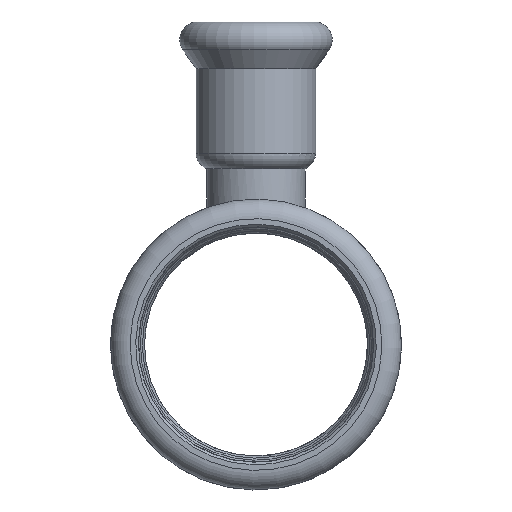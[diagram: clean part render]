
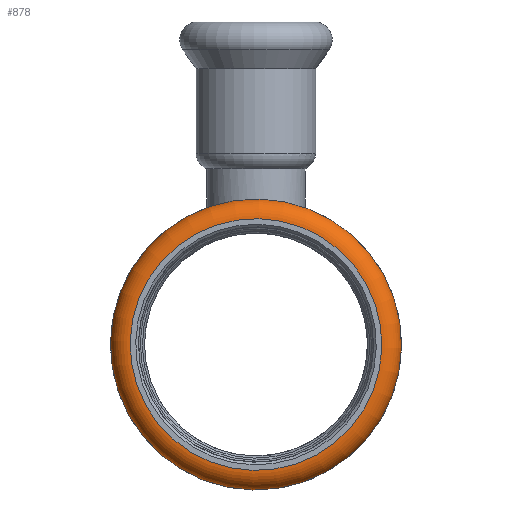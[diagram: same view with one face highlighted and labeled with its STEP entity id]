
A CAD part, left-side view. The second image highlights one B-rep face of the part: STEP entity #878.
In plain terms, the highlighted toroidal (fillet/blend) face has major radius 19.2 mm and minor radius 3 mm.
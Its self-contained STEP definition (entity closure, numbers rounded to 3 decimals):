
#55=TOROIDAL_SURFACE('',#1020,19.2,3.);
#173=FACE_OUTER_BOUND('',#237,.T.);
#237=EDGE_LOOP('',(#688,#689,#690,#691));
#322=CIRCLE('',#1019,21.657);
#323=CIRCLE('',#1021,19.2);
#324=CIRCLE('',#1022,3.);
#395=VERTEX_POINT('',#1978);
#396=VERTEX_POINT('',#1982);
#495=EDGE_CURVE('',#395,#395,#322,.T.);
#497=EDGE_CURVE('',#396,#396,#323,.T.);
#498=EDGE_CURVE('',#396,#395,#324,.T.);
#688=ORIENTED_EDGE('',*,*,#497,.F.);
#689=ORIENTED_EDGE('',*,*,#498,.T.);
#690=ORIENTED_EDGE('',*,*,#495,.T.);
#691=ORIENTED_EDGE('',*,*,#498,.F.);
#878=ADVANCED_FACE('',(#173),#55,.T.);
#1019=AXIS2_PLACEMENT_3D('',#1979,#1269,#1270);
#1020=AXIS2_PLACEMENT_3D('',#1981,#1272,#1273);
#1021=AXIS2_PLACEMENT_3D('',#1983,#1274,#1275);
#1022=AXIS2_PLACEMENT_3D('',#1984,#1276,#1277);
#1269=DIRECTION('center_axis',(-1.,0.,0.));
#1270=DIRECTION('ref_axis',(0.,0.,1.));
#1272=DIRECTION('center_axis',(-1.,0.,0.));
#1273=DIRECTION('ref_axis',(0.,0.479,0.878));
#1274=DIRECTION('center_axis',(-1.,0.,0.));
#1275=DIRECTION('ref_axis',(0.,0.,1.));
#1276=DIRECTION('center_axis',(0.,-0.878,0.479));
#1277=DIRECTION('ref_axis',(0.,-0.479,-0.878));
#1978=CARTESIAN_POINT('',(-44.779,-10.383,-19.006));
#1979=CARTESIAN_POINT('Origin',(-44.779,0.,0.));
#1981=CARTESIAN_POINT('Origin',(-46.5,0.,0.));
#1982=CARTESIAN_POINT('',(-49.5,-9.205,-16.85));
#1983=CARTESIAN_POINT('Origin',(-49.5,0.,0.));
#1984=CARTESIAN_POINT('Origin',(-46.5,-9.205,-16.85));
